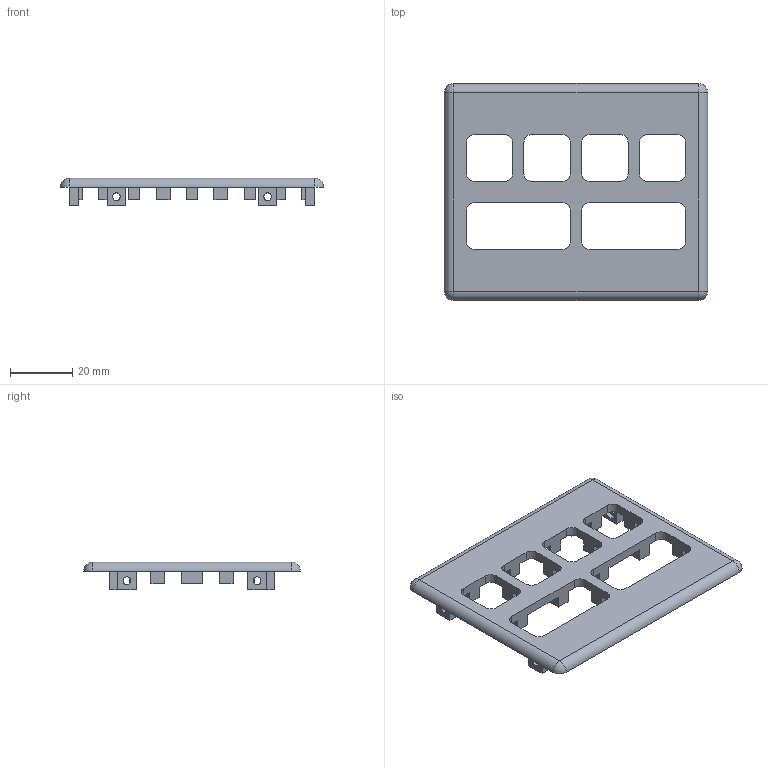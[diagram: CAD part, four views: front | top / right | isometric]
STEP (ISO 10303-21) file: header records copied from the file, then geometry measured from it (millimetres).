
FILE_DESCRIPTION(/* description */ (''),/* implementation_level */ '2;1');
FILE_NAME(/* name */ 'Top.step',/* time_stamp */ '2021-01-28T19:30:00+01:00',/* author */ (''),/* organization */ (''),/* preprocessor_version */ 'ST-DEVELOPER v18.1',/* originating_system */ 'Autodesk Translation Framework v9.7.0.1280',/* authorisation */ '');
FILE_SCHEMA (('AUTOMOTIVE_DESIGN { 1 0 10303 214 3 1 1 }'));
Length unit declared in the file: millimetre
Products named in the file (1): Top
Bounding box: 85 x 70 x 9 mm (x, y, z)
Volume: 13394.9 mm3; surface area: 12092.5 mm2
Topology: 1 solids, 1 shells, 209 faces, 596 edges, 396 vertices
Faces by surface type: plane 169, cylinder 36, sphere 4
Full cylindrical faces by diameter (mm): 2.5 x8
Entity records: 6830 total; most frequent: CARTESIAN_POINT 1202, ORIENTED_EDGE 1192, DIRECTION 1092, EDGE_CURVE 596, LINE 520, VECTOR 520, VERTEX_POINT 396, AXIS2_PLACEMENT_3D 286
